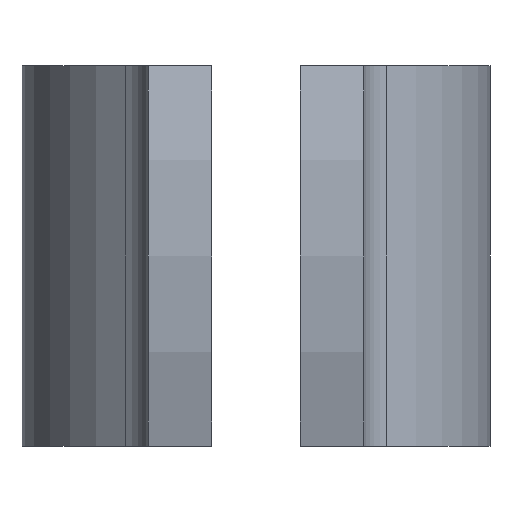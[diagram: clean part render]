
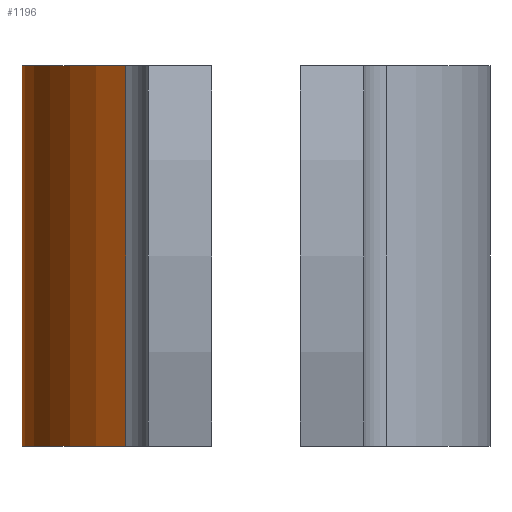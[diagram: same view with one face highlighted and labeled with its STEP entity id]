
A CAD part, left-side view. The second image highlights one B-rep face of the part: STEP entity #1196.
In plain terms, the highlighted cylindrical face has radius 18.45 mm (diameter 36.9 mm), a partial arc.
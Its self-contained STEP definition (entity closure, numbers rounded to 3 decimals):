
#11 = DIRECTION ( 'NONE',  ( 1., 0., 0. ) ) ;
#20 = LINE ( 'NONE', #578, #277 ) ;
#28 = ORIENTED_EDGE ( 'NONE', *, *, #444, .F. ) ;
#42 = CYLINDRICAL_SURFACE ( 'NONE', #996, 18.45 ) ;
#44 = CARTESIAN_POINT ( 'NONE',  ( 0., 0., -30. ) ) ;
#106 = DIRECTION ( 'NONE',  ( 0., 0., 1. ) ) ;
#113 = CARTESIAN_POINT ( 'NONE',  ( 0., 0., -30. ) ) ;
#234 = EDGE_CURVE ( 'NONE', #450, #718, #1221, .T. ) ;
#240 = CARTESIAN_POINT ( 'NONE',  ( -15.326, 10.273, -30. ) ) ;
#277 = VECTOR ( 'NONE', #106, 1000. ) ;
#279 = CARTESIAN_POINT ( 'NONE',  ( 15.326, 10.273, 0. ) ) ;
#302 = CARTESIAN_POINT ( 'NONE',  ( 0., 0., 0. ) ) ;
#370 = LINE ( 'NONE', #1218, #1146 ) ;
#397 = EDGE_LOOP ( 'NONE', ( #1083, #28, #972, #1134 ) ) ;
#444 = EDGE_CURVE ( 'NONE', #450, #842, #370, .T. ) ;
#450 = VERTEX_POINT ( 'NONE', #579 ) ;
#472 = CIRCLE ( 'NONE', #639, 18.45 ) ;
#552 = AXIS2_PLACEMENT_3D ( 'NONE', #44, #630, #808 ) ;
#578 = CARTESIAN_POINT ( 'NONE',  ( -15.326, 10.273, -30. ) ) ;
#579 = CARTESIAN_POINT ( 'NONE',  ( 15.326, 10.273, -30. ) ) ;
#616 = DIRECTION ( 'NONE',  ( -1., 0., 0. ) ) ;
#630 = DIRECTION ( 'NONE',  ( 0., 0., 1. ) ) ;
#639 = AXIS2_PLACEMENT_3D ( 'NONE', #302, #684, #616 ) ;
#667 = DIRECTION ( 'NONE',  ( 0., 0., 1. ) ) ;
#684 = DIRECTION ( 'NONE',  ( 0., 0., 1. ) ) ;
#718 = VERTEX_POINT ( 'NONE', #240 ) ;
#808 = DIRECTION ( 'NONE',  ( -1., 0., 0. ) ) ;
#817 = VERTEX_POINT ( 'NONE', #1235 ) ;
#842 = VERTEX_POINT ( 'NONE', #279 ) ;
#878 = DIRECTION ( 'NONE',  ( 0., 0., 1. ) ) ;
#910 = FACE_OUTER_BOUND ( 'NONE', #397, .T. ) ;
#972 = ORIENTED_EDGE ( 'NONE', *, *, #234, .T. ) ;
#996 = AXIS2_PLACEMENT_3D ( 'NONE', #113, #878, #11 ) ;
#1018 = EDGE_CURVE ( 'NONE', #718, #817, #20, .T. ) ;
#1083 = ORIENTED_EDGE ( 'NONE', *, *, #1103, .F. ) ;
#1103 = EDGE_CURVE ( 'NONE', #842, #817, #472, .T. ) ;
#1134 = ORIENTED_EDGE ( 'NONE', *, *, #1018, .T. ) ;
#1146 = VECTOR ( 'NONE', #667, 1000. ) ;
#1196 = ADVANCED_FACE ( 'NONE', ( #910 ), #42, .T. ) ;
#1218 = CARTESIAN_POINT ( 'NONE',  ( 15.326, 10.273, -30. ) ) ;
#1221 = CIRCLE ( 'NONE', #552, 18.45 ) ;
#1235 = CARTESIAN_POINT ( 'NONE',  ( -15.326, 10.273, 0. ) ) ;
